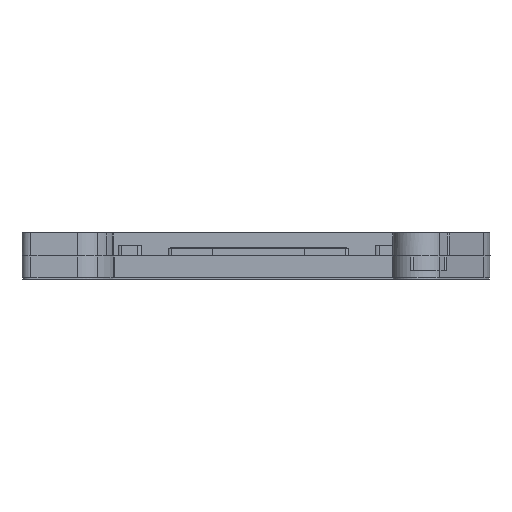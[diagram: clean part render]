
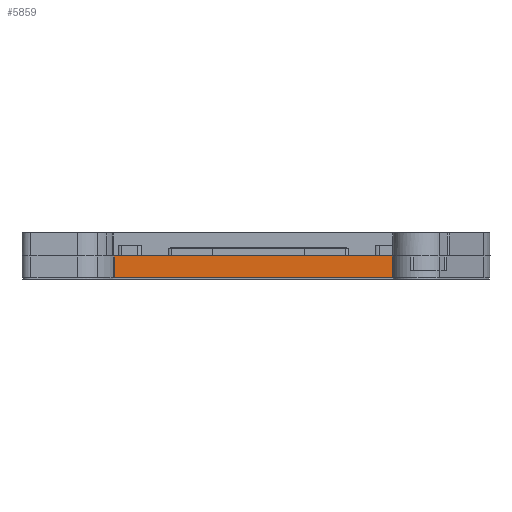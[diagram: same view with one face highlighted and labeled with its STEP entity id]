
A CAD part, front view. The second image highlights one B-rep face of the part: STEP entity #5859.
In plain terms, the highlighted planar face has unit normal (0, -1, 0).
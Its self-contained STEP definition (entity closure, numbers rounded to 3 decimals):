
#186 = CARTESIAN_POINT ( 'NONE',  ( -64.133, -9.412, 19.345 ) ) ;
#608 = CARTESIAN_POINT ( 'NONE',  ( -28.663, -9.412, 21.77 ) ) ;
#692 = LINE ( 'NONE', #3436, #16413 ) ;
#973 = VECTOR ( 'NONE', #7648, 1000. ) ;
#1207 = EDGE_CURVE ( 'NONE', #8049, #11411, #6880, .T. ) ;
#3436 = CARTESIAN_POINT ( 'NONE',  ( -28.663, -9.412, 24.395 ) ) ;
#4092 = LINE ( 'NONE', #16526, #11627 ) ;
#4439 = CARTESIAN_POINT ( 'NONE',  ( -64.133, -9.412, 21.77 ) ) ;
#4630 = ORIENTED_EDGE ( 'NONE', *, *, #6919, .F. ) ;
#5732 = CARTESIAN_POINT ( 'NONE',  ( -59.367, -9.412, 21.77 ) ) ;
#5859 = ADVANCED_FACE ( 'NONE', ( #22790 ), #17077, .F. ) ;
#6880 = LINE ( 'NONE', #5732, #12574 ) ;
#6919 = EDGE_CURVE ( 'NONE', #11411, #13685, #692, .T. ) ;
#7648 = DIRECTION ( 'NONE',  ( -1., 0., 0. ) ) ;
#8049 = VERTEX_POINT ( 'NONE', #4439 ) ;
#9728 = VERTEX_POINT ( 'NONE', #186 ) ;
#11352 = DIRECTION ( 'NONE',  ( 1., 0., 0. ) ) ;
#11411 = VERTEX_POINT ( 'NONE', #608 ) ;
#11627 = VECTOR ( 'NONE', #20399, 1000. ) ;
#11873 = AXIS2_PLACEMENT_3D ( 'NONE', #20690, #13221, #24650 ) ;
#12158 = LINE ( 'NONE', #21165, #973 ) ;
#12574 = VECTOR ( 'NONE', #11352, 1000. ) ;
#13221 = DIRECTION ( 'NONE',  ( 0., 1., 0. ) ) ;
#13297 = CARTESIAN_POINT ( 'NONE',  ( -28.663, -9.412, 19.345 ) ) ;
#13685 = VERTEX_POINT ( 'NONE', #13297 ) ;
#15586 = ORIENTED_EDGE ( 'NONE', *, *, #1207, .F. ) ;
#15655 = ORIENTED_EDGE ( 'NONE', *, *, #18601, .F. ) ;
#16413 = VECTOR ( 'NONE', #22814, 1000. ) ;
#16526 = CARTESIAN_POINT ( 'NONE',  ( -64.133, -9.412, 10.077 ) ) ;
#16632 = EDGE_LOOP ( 'NONE', ( #15586, #24341, #15655, #4630 ) ) ;
#17077 = PLANE ( 'NONE',  #11873 ) ;
#18601 = EDGE_CURVE ( 'NONE', #13685, #9728, #12158, .T. ) ;
#20399 = DIRECTION ( 'NONE',  ( 0., 0., 1. ) ) ;
#20690 = CARTESIAN_POINT ( 'NONE',  ( -59.367, -9.412, 24.395 ) ) ;
#21165 = CARTESIAN_POINT ( 'NONE',  ( -68.329, -9.412, 19.345 ) ) ;
#22790 = FACE_OUTER_BOUND ( 'NONE', #16632, .T. ) ;
#22814 = DIRECTION ( 'NONE',  ( 0., 0., -1. ) ) ;
#23995 = EDGE_CURVE ( 'NONE', #9728, #8049, #4092, .T. ) ;
#24341 = ORIENTED_EDGE ( 'NONE', *, *, #23995, .F. ) ;
#24650 = DIRECTION ( 'NONE',  ( -1., 0., 0. ) ) ;
